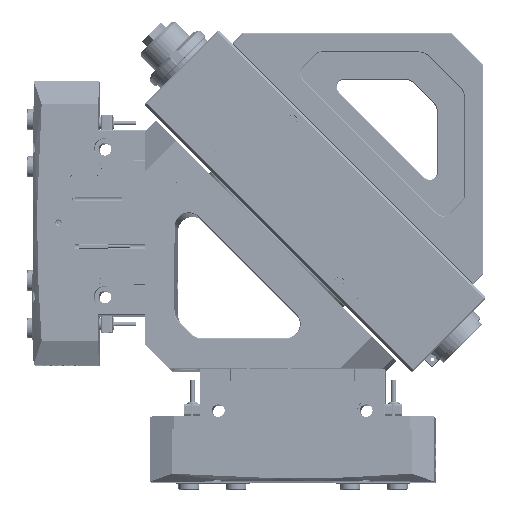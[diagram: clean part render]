
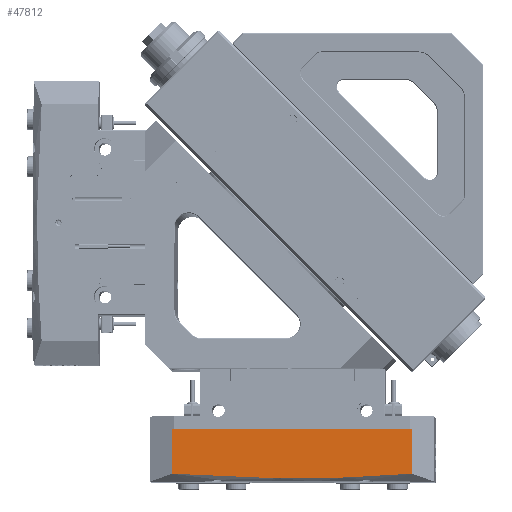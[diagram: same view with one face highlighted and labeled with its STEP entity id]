
A CAD part, top view. The second image highlights one B-rep face of the part: STEP entity #47812.
In plain terms, the highlighted face is planar.
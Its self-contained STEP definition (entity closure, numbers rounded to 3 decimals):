
#3142 = VERTEX_POINT ( 'NONE', #87909 ) ;
#4409 = CARTESIAN_POINT ( 'NONE',  ( 88.237, -5.5, -35.5 ) ) ;
#8132 = VERTEX_POINT ( 'NONE', #52754 ) ;
#17324 = CARTESIAN_POINT ( 'NONE',  ( -81.143, -20., -35.5 ) ) ;
#20633 = LINE ( 'NONE', #4409, #94067 ) ;
#21197 = EDGE_CURVE ( 'NONE', #8132, #41858, #80954, .T. ) ;
#24453 = CARTESIAN_POINT ( 'NONE',  ( -67.56, 25.797, -35.5 ) ) ;
#24837 = CARTESIAN_POINT ( 'NONE',  ( -47.164, 26.945, -35.5 ) ) ;
#25405 = CARTESIAN_POINT ( 'NONE',  ( 81.143, -5.5, -35.5 ) ) ;
#27212 = VECTOR ( 'NONE', #107398, 1000. ) ;
#33494 = CARTESIAN_POINT ( 'NONE',  ( -77.751, 25.081, -35.5 ) ) ;
#33628 = ORIENTED_EDGE ( 'NONE', *, *, #79131, .T. ) ;
#34684 = CARTESIAN_POINT ( 'NONE',  ( -74.356, 25.33, -35.5 ) ) ;
#39481 = LINE ( 'NONE', #108271, #94588 ) ;
#39685 = ORIENTED_EDGE ( 'NONE', *, *, #21197, .T. ) ;
#39883 = DIRECTION ( 'NONE',  ( -1., 0., 0. ) ) ;
#41858 = VERTEX_POINT ( 'NONE', #45083 ) ;
#45083 = CARTESIAN_POINT ( 'NONE',  ( -81.143, 24.815, -35.5 ) ) ;
#47812 = ADVANCED_FACE ( 'NONE', ( #72016 ), #68962, .T. ) ;
#52091 = CARTESIAN_POINT ( 'NONE',  ( 81.143, 24.815, -35.5 ) ) ;
#52754 = CARTESIAN_POINT ( 'NONE',  ( -81.143, -5.5, -35.5 ) ) ;
#61542 = CARTESIAN_POINT ( 'NONE',  ( -13.252, 28.004, -35.5 ) ) ;
#62365 = DIRECTION ( 'NONE',  ( 0., 1., 0. ) ) ;
#68962 = PLANE ( 'NONE',  #73072 ) ;
#72016 = FACE_OUTER_BOUND ( 'NONE', #112151, .T. ) ;
#73072 = AXIS2_PLACEMENT_3D ( 'NONE', #115217, #87499, #78025 ) ;
#76019 = ORIENTED_EDGE ( 'NONE', *, *, #85028, .T. ) ;
#76253 = B_SPLINE_CURVE_WITH_KNOTS ( 'NONE', 3,
 ( #96346, #33494, #34684, #24453, #78934, #115342, #24837, #78153, #61542, #87640, #106310, #52091 ),
 .UNSPECIFIED., .F., .F.,
 ( 4, 2, 2, 2, 2, 4 ),
 ( 0.31, 0.32, 0.33, 0.35, 0.391, 0.472 ),
 .UNSPECIFIED. ) ;
#78025 = DIRECTION ( 'NONE',  ( -1., 0., 0. ) ) ;
#78153 = CARTESIAN_POINT ( 'NONE',  ( -26.802, 27.741, -35.5 ) ) ;
#78934 = CARTESIAN_POINT ( 'NONE',  ( -64.157, 26.013, -35.5 ) ) ;
#79131 = EDGE_CURVE ( 'NONE', #112987, #8132, #20633, .T. ) ;
#80954 = LINE ( 'NONE', #17324, #27212 ) ;
#85028 = EDGE_CURVE ( 'NONE', #41858, #3142, #76253, .T. ) ;
#87499 = DIRECTION ( 'NONE',  ( 0., 0., -1. ) ) ;
#87640 = CARTESIAN_POINT ( 'NONE',  ( 27.326, 27.993, -35.5 ) ) ;
#87909 = CARTESIAN_POINT ( 'NONE',  ( 81.143, 24.815, -35.5 ) ) ;
#94067 = VECTOR ( 'NONE', #39883, 1000. ) ;
#94588 = VECTOR ( 'NONE', #62365, 1000. ) ;
#96244 = EDGE_CURVE ( 'NONE', #112987, #3142, #39481, .T. ) ;
#96346 = CARTESIAN_POINT ( 'NONE',  ( -81.143, 24.815, -35.5 ) ) ;
#104233 = ORIENTED_EDGE ( 'NONE', *, *, #96244, .F. ) ;
#106310 = CARTESIAN_POINT ( 'NONE',  ( 54.281, 26.92, -35.5 ) ) ;
#107398 = DIRECTION ( 'NONE',  ( 0., 1., 0. ) ) ;
#108271 = CARTESIAN_POINT ( 'NONE',  ( 81.143, -20., -35.5 ) ) ;
#112151 = EDGE_LOOP ( 'NONE', ( #39685, #76019, #104233, #33628 ) ) ;
#112987 = VERTEX_POINT ( 'NONE', #25405 ) ;
#115217 = CARTESIAN_POINT ( 'NONE',  ( 0., 0., -35.5 ) ) ;
#115342 = CARTESIAN_POINT ( 'NONE',  ( -53.958, 26.613, -35.5 ) ) ;
